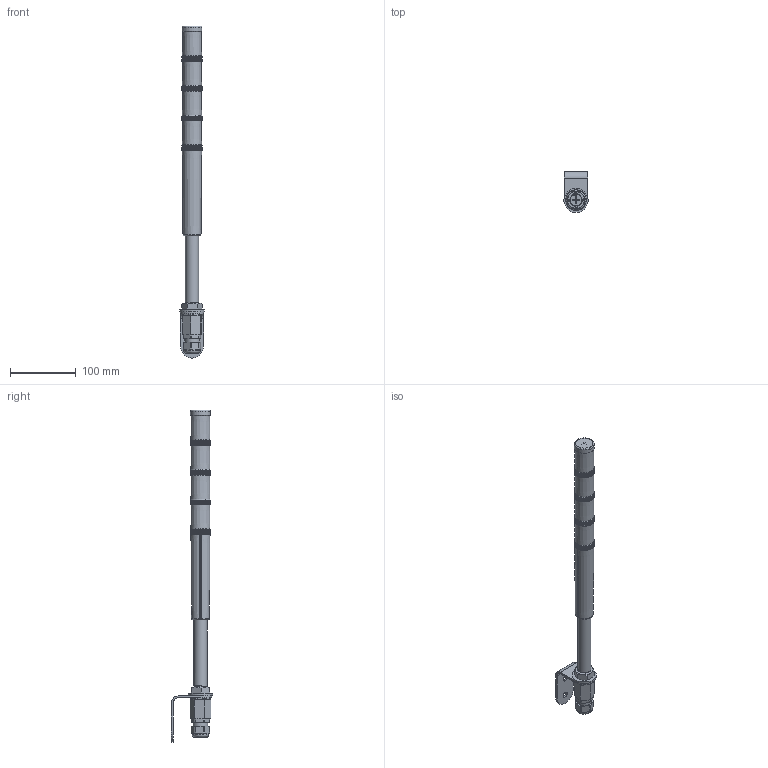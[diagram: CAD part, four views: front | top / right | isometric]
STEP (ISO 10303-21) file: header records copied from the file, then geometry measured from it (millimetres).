
FILE_DESCRIPTION(/* description */ (''),/* implementation_level */ '2;1');
FILE_NAME(/* name */ 'compact_30.stp',/* time_stamp */ '2013-11-11T07:15:16+01:00',/* author */ (''),/* organization */ (''),/* preprocessor_version */ 'ST-DEVELOPER v11',/* originating_system */ 'SIEMENS PLM Software NX 7.5',/* authorisation */ '');
FILE_SCHEMA (('AUTOMOTIVE_DESIGN { 1 0 10303 214 1 1 1 1 }'));
Products named in the file (1): c.zwAD713529
Bounding box: 36.66 x 62.33 x 504.64 mm (x, y, z)
Volume: 130955.6 mm3; surface area: 112667.9 mm2
Topology: 12 solids, 12 shells, 3070 faces, 8955 edges, 5922 vertices
Faces by surface type: plane 1995, cylinder 924, cone 108, bspline 33, torus 10
Full cylindrical faces by diameter (mm): 2.7 x4, 7 x1, 8.5 x2, 14 x1, 17.3 x1, 20 x16, 21.2 x1, 21.5 x1, 22.3 x1, 22.993 x4, 25 x5, 25.4 x4, 26 x1, 26.5 x1, 28.1 x4, 28.4 x1, 29.3 x4, 30.4 x1, 36.8 x1
Entity records: 103405 total; most frequent: CARTESIAN_POINT 30224, ORIENTED_EDGE 17610, DIRECTION 13723, EDGE_CURVE 8805, VERTEX_POINT 5865, AXIS2_PLACEMENT_3D 5079, LINE 3565, VECTOR 3565
